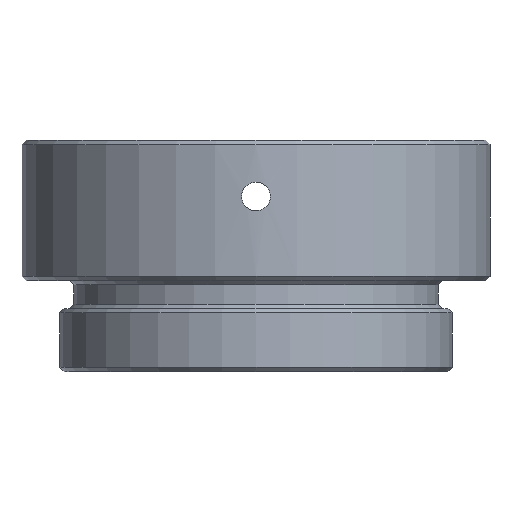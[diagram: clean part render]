
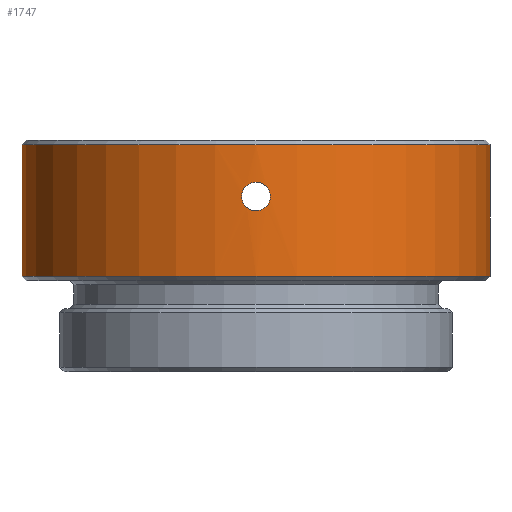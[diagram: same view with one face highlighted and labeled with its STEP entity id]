
A CAD part, front view. The second image highlights one B-rep face of the part: STEP entity #1747.
In plain terms, the highlighted cylindrical face has radius 16.7 mm (diameter 33.4 mm), a partial arc.
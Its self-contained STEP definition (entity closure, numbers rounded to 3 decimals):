
#80 = CARTESIAN_POINT ( 'NONE',  ( 16.7, 0., 12.349 ) ) ;
#87 = DIRECTION ( 'NONE',  ( 0., 0., 1. ) ) ;
#93 = VERTEX_POINT ( 'NONE', #351 ) ;
#102 = CARTESIAN_POINT ( 'NONE',  ( 0., -16.7, -2.975 ) ) ;
#119 = VERTEX_POINT ( 'NONE', #476 ) ;
#136 = VERTEX_POINT ( 'NONE', #1120 ) ;
#177 = CARTESIAN_POINT ( 'NONE',  ( -16.7, 0., -9.7 ) ) ;
#184 = CARTESIAN_POINT ( 'NONE',  ( -0.82, -16.68, -3.37 ) ) ;
#233 = DIRECTION ( 'NONE',  ( 1., 0., 0. ) ) ;
#247 = ORIENTED_EDGE ( 'NONE', *, *, #1235, .T. ) ;
#275 = CYLINDRICAL_SURFACE ( 'NONE', #1324, 16.7 ) ;
#345 = CARTESIAN_POINT ( 'NONE',  ( -0.536, -16.692, -3.086 ) ) ;
#351 = CARTESIAN_POINT ( 'NONE',  ( 0., -16.7, -5.025 ) ) ;
#371 = CARTESIAN_POINT ( 'NONE',  ( 16.7, 0., -0.3 ) ) ;
#417 = EDGE_CURVE ( 'NONE', #1719, #119, #950, .T. ) ;
#436 = CARTESIAN_POINT ( 'NONE',  ( 0., 0., 12.349 ) ) ;
#447 = DIRECTION ( 'NONE',  ( 0., 0., 1. ) ) ;
#456 = CIRCLE ( 'NONE', #1201, 16.7 ) ;
#476 = CARTESIAN_POINT ( 'NONE',  ( -16.7, 0., -0.3 ) ) ;
#494 = CARTESIAN_POINT ( 'NONE',  ( 0., -16.7, -2.975 ) ) ;
#547 = CARTESIAN_POINT ( 'NONE',  ( -0.271, -16.7, -2.975 ) ) ;
#581 = VERTEX_POINT ( 'NONE', #371 ) ;
#592 = ORIENTED_EDGE ( 'NONE', *, *, #1148, .T. ) ;
#607 = VECTOR ( 'NONE', #616, 1000. ) ;
#616 = DIRECTION ( 'NONE',  ( 0., 0., 1. ) ) ;
#632 = CARTESIAN_POINT ( 'NONE',  ( -16.7, 0., 12.349 ) ) ;
#640 = ORIENTED_EDGE ( 'NONE', *, *, #417, .F. ) ;
#661 = CARTESIAN_POINT ( 'NONE',  ( -0.896, -16.676, -3.484 ) ) ;
#697 = EDGE_LOOP ( 'NONE', ( #845, #1805 ) ) ;
#705 = FACE_OUTER_BOUND ( 'NONE', #1487, .T. ) ;
#721 = VECTOR ( 'NONE', #87, 1000. ) ;
#747 = CARTESIAN_POINT ( 'NONE',  ( 0., 0., -0.3 ) ) ;
#753 = DIRECTION ( 'NONE',  ( 0., 0., -1. ) ) ;
#754 = DIRECTION ( 'NONE',  ( -1., 0., 0. ) ) ;
#845 = ORIENTED_EDGE ( 'NONE', *, *, #1865, .T. ) ;
#861 = ORIENTED_EDGE ( 'NONE', *, *, #1786, .T. ) ;
#879 = CARTESIAN_POINT ( 'NONE',  ( 0.135, -16.7, -2.975 ) ) ;
#885 = CARTESIAN_POINT ( 'NONE',  ( 0., -16.7, -2.975 ) ) ;
#912 = CARTESIAN_POINT ( 'NONE',  ( 0.268, -16.698, -3.002 ) ) ;
#914 = CARTESIAN_POINT ( 'NONE',  ( 0.517, -16.692, -3.105 ) ) ;
#918 = CARTESIAN_POINT ( 'NONE',  ( 0.63, -16.688, -3.181 ) ) ;
#919 = CARTESIAN_POINT ( 'NONE',  ( 1.025, -16.669, -3.866 ) ) ;
#923 = CARTESIAN_POINT ( 'NONE',  ( 0.819, -16.68, -3.37 ) ) ;
#928 = CARTESIAN_POINT ( 'NONE',  ( 0.896, -16.676, -3.484 ) ) ;
#934 = CARTESIAN_POINT ( 'NONE',  ( 0.998, -16.67, -3.731 ) ) ;
#939 = CARTESIAN_POINT ( 'NONE',  ( 0.998, -16.67, -4.268 ) ) ;
#945 = CARTESIAN_POINT ( 'NONE',  ( 1.025, -16.669, -4.133 ) ) ;
#950 = LINE ( 'NONE', #632, #607 ) ;
#957 = CARTESIAN_POINT ( 'NONE',  ( 0.896, -16.676, -4.516 ) ) ;
#964 = CARTESIAN_POINT ( 'NONE',  ( 0.516, -16.692, -4.896 ) ) ;
#973 = CARTESIAN_POINT ( 'NONE',  ( 0.629, -16.688, -4.82 ) ) ;
#983 = CARTESIAN_POINT ( 'NONE',  ( 0.821, -16.68, -4.629 ) ) ;
#985 = LINE ( 'NONE', #80, #721 ) ;
#989 = CARTESIAN_POINT ( 'NONE',  ( -1.025, -16.669, -3.866 ) ) ;
#991 = B_SPLINE_CURVE_WITH_KNOTS ( 'NONE', 3,
 ( #1602, #1172, #1729, #1734, #1745, #1845, #1852, #1877, #1900, #989, #1868, #661, #184, #345, #547, #494 ),
 .UNSPECIFIED., .F., .F.,
 ( 4, 2, 2, 2, 2, 2, 2, 4 ),
 ( 0.003, 0.004, 0.004, 0.004, 0.005, 0.005, 0.006, 0.006 ),
 .UNSPECIFIED. ) ;
#1005 = B_SPLINE_CURVE_WITH_KNOTS ( 'NONE', 3,
 ( #885, #879, #912, #914, #918, #923, #928, #934, #919, #945, #939, #957, #983, #973, #964, #1755, #1765, #1773 ),
 .UNSPECIFIED., .F., .F.,
 ( 4, 2, 2, 2, 2, 2, 2, 2, 4 ),
 ( 0., 0., 0.001, 0.001, 0.002, 0.002, 0.002, 0.003, 0.003 ),
 .UNSPECIFIED. ) ;
#1120 = CARTESIAN_POINT ( 'NONE',  ( 16.7, 0., -9.7 ) ) ;
#1135 = FACE_BOUND ( 'NONE', #697, .T. ) ;
#1148 = EDGE_CURVE ( 'NONE', #136, #581, #985, .T. ) ;
#1172 = CARTESIAN_POINT ( 'NONE',  ( -0.134, -16.7, -5.025 ) ) ;
#1201 = AXIS2_PLACEMENT_3D ( 'NONE', #1425, #1438, #1585 ) ;
#1222 = AXIS2_PLACEMENT_3D ( 'NONE', #747, #753, #754 ) ;
#1235 = EDGE_CURVE ( 'NONE', #1719, #136, #456, .T. ) ;
#1278 = EDGE_CURVE ( 'NONE', #93, #1711, #991, .T. ) ;
#1324 = AXIS2_PLACEMENT_3D ( 'NONE', #436, #447, #233 ) ;
#1425 = CARTESIAN_POINT ( 'NONE',  ( 0., 0., -9.7 ) ) ;
#1438 = DIRECTION ( 'NONE',  ( 0., 0., 1. ) ) ;
#1487 = EDGE_LOOP ( 'NONE', ( #640, #247, #592, #861 ) ) ;
#1585 = DIRECTION ( 'NONE',  ( 1., 0., 0. ) ) ;
#1602 = CARTESIAN_POINT ( 'NONE',  ( 0., -16.7, -5.025 ) ) ;
#1711 = VERTEX_POINT ( 'NONE', #102 ) ;
#1719 = VERTEX_POINT ( 'NONE', #177 ) ;
#1729 = CARTESIAN_POINT ( 'NONE',  ( -0.269, -16.698, -4.998 ) ) ;
#1734 = CARTESIAN_POINT ( 'NONE',  ( -0.515, -16.693, -4.896 ) ) ;
#1745 = CARTESIAN_POINT ( 'NONE',  ( -0.63, -16.688, -4.82 ) ) ;
#1747 = ADVANCED_FACE ( 'NONE', ( #705, #1135 ), #275, .T. ) ;
#1755 = CARTESIAN_POINT ( 'NONE',  ( 0.268, -16.698, -4.998 ) ) ;
#1765 = CARTESIAN_POINT ( 'NONE',  ( 0.134, -16.7, -5.025 ) ) ;
#1773 = CARTESIAN_POINT ( 'NONE',  ( 0., -16.7, -5.025 ) ) ;
#1786 = EDGE_CURVE ( 'NONE', #581, #119, #1818, .T. ) ;
#1805 = ORIENTED_EDGE ( 'NONE', *, *, #1278, .T. ) ;
#1818 = CIRCLE ( 'NONE', #1222, 16.7 ) ;
#1845 = CARTESIAN_POINT ( 'NONE',  ( -0.819, -16.68, -4.631 ) ) ;
#1852 = CARTESIAN_POINT ( 'NONE',  ( -0.895, -16.676, -4.517 ) ) ;
#1865 = EDGE_CURVE ( 'NONE', #1711, #93, #1005, .T. ) ;
#1868 = CARTESIAN_POINT ( 'NONE',  ( -0.999, -16.67, -3.733 ) ) ;
#1877 = CARTESIAN_POINT ( 'NONE',  ( -0.998, -16.67, -4.269 ) ) ;
#1900 = CARTESIAN_POINT ( 'NONE',  ( -1.025, -16.669, -4.136 ) ) ;
